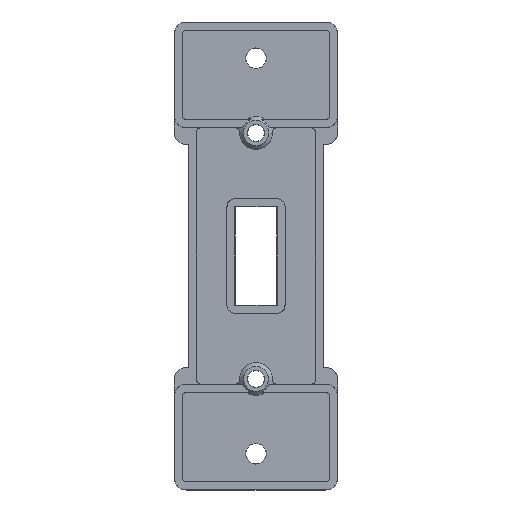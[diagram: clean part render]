
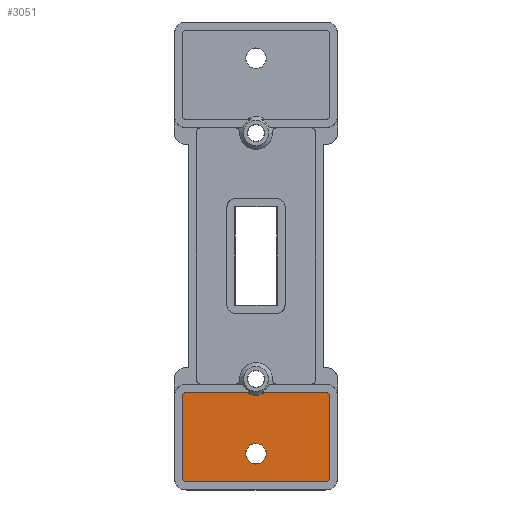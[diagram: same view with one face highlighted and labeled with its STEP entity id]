
A CAD part, top view. The second image highlights one B-rep face of the part: STEP entity #3051.
In plain terms, the highlighted planar face has unit normal (0, 0, 1).
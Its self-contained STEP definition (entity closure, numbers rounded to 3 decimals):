
#6 = CARTESIAN_POINT ( 'NONE',  ( 0., -48.4, 3.7 ) ) ;
#74 = DIRECTION ( 'NONE',  ( 1., 0., 0. ) ) ;
#128 = DIRECTION ( 'NONE',  ( 0., -1., 0. ) ) ;
#167 = DIRECTION ( 'NONE',  ( 1., 0., 0. ) ) ;
#192 = AXIS2_PLACEMENT_3D ( 'NONE', #4776, #4163, #3510 ) ;
#289 = VERTEX_POINT ( 'NONE', #5759 ) ;
#314 = EDGE_CURVE ( 'NONE', #1328, #5197, #2198, .T. ) ;
#367 = DIRECTION ( 'NONE',  ( 1., 0., 0. ) ) ;
#408 = VERTEX_POINT ( 'NONE', #3616 ) ;
#422 = CARTESIAN_POINT ( 'NONE',  ( -2.526, -48.4, 3.7 ) ) ;
#430 = CIRCLE ( 'NONE', #1359, 0.998 ) ;
#460 = DIRECTION ( 'NONE',  ( 0., 0., 1. ) ) ;
#471 = ORIENTED_EDGE ( 'NONE', *, *, #4728, .F. ) ;
#607 = CARTESIAN_POINT ( 'NONE',  ( -18.014, -54.282, 3.7 ) ) ;
#609 = ORIENTED_EDGE ( 'NONE', *, *, #6038, .F. ) ;
#682 = ORIENTED_EDGE ( 'NONE', *, *, #2620, .F. ) ;
#683 = DIRECTION ( 'NONE',  ( 0., 0., -1. ) ) ;
#736 = CARTESIAN_POINT ( 'NONE',  ( 18.014, -34.366, 3.7 ) ) ;
#779 = CARTESIAN_POINT ( 'NONE',  ( -17.016, -33.368, 3.7 ) ) ;
#953 = DIRECTION ( 'NONE',  ( -1., 0., 0. ) ) ;
#955 = CIRCLE ( 'NONE', #3201, 4.005 ) ;
#968 = CARTESIAN_POINT ( 'NONE',  ( -17.016, -33.368, 3.7 ) ) ;
#983 = ORIENTED_EDGE ( 'NONE', *, *, #3806, .F. ) ;
#1024 = VERTEX_POINT ( 'NONE', #1060 ) ;
#1060 = CARTESIAN_POINT ( 'NONE',  ( 17.016, -33.368, 3.7 ) ) ;
#1073 = CARTESIAN_POINT ( 'NONE',  ( 0., 0., 3.7 ) ) ;
#1148 = B_SPLINE_CURVE_WITH_KNOTS ( 'NONE', 3,
 ( #5935, #4692, #4071, #3424 ),
 .UNSPECIFIED., .F., .F.,
 ( 4, 4 ),
 ( 0., 0.001 ),
 .UNSPECIFIED. ) ;
#1202 = VECTOR ( 'NONE', #128, 1000. ) ;
#1235 = CARTESIAN_POINT ( 'NONE',  ( 17.016, -55.28, 3.7 ) ) ;
#1236 = CARTESIAN_POINT ( 'NONE',  ( -2.091, -33.515, 3.7 ) ) ;
#1246 = DIRECTION ( 'NONE',  ( 1., 0., 0. ) ) ;
#1328 = VERTEX_POINT ( 'NONE', #1235 ) ;
#1359 = AXIS2_PLACEMENT_3D ( 'NONE', #4118, #3472, #2856 ) ;
#1362 = LINE ( 'NONE', #736, #1202 ) ;
#1396 = LINE ( 'NONE', #779, #4767 ) ;
#1531 = AXIS2_PLACEMENT_3D ( 'NONE', #1927, #683, #74 ) ;
#1566 = CARTESIAN_POINT ( 'NONE',  ( -17.016, -55.28, 3.7 ) ) ;
#1582 = LINE ( 'NONE', #968, #1943 ) ;
#1589 = DIRECTION ( 'NONE',  ( 1., 0., 0. ) ) ;
#1617 = FACE_OUTER_BOUND ( 'NONE', #5815, .T. ) ;
#1691 = PLANE ( 'NONE',  #3984 ) ;
#1856 = DIRECTION ( 'NONE',  ( 0., 0., -1. ) ) ;
#1872 = DIRECTION ( 'NONE',  ( 0., 1., 0. ) ) ;
#1917 = CARTESIAN_POINT ( 'NONE',  ( -2.613, -33.368, 3.7 ) ) ;
#1926 = ORIENTED_EDGE ( 'NONE', *, *, #4184, .F. ) ;
#1927 = CARTESIAN_POINT ( 'NONE',  ( 0., -48.4, 3.7 ) ) ;
#1943 = VECTOR ( 'NONE', #367, 1000. ) ;
#2108 = ORIENTED_EDGE ( 'NONE', *, *, #5717, .T. ) ;
#2125 = EDGE_CURVE ( 'NONE', #3604, #4224, #1148, .T. ) ;
#2198 = LINE ( 'NONE', #1566, #2435 ) ;
#2212 = CARTESIAN_POINT ( 'NONE',  ( 2.091, -33.515, 3.7 ) ) ;
#2218 = DIRECTION ( 'NONE',  ( 0., 0., -1. ) ) ;
#2318 = CARTESIAN_POINT ( 'NONE',  ( 18.014, -54.282, 3.7 ) ) ;
#2327 = DIRECTION ( 'NONE',  ( 1., 0., 0. ) ) ;
#2435 = VECTOR ( 'NONE', #953, 1000. ) ;
#2483 = CARTESIAN_POINT ( 'NONE',  ( -18.014, -34.366, 3.7 ) ) ;
#2507 = ORIENTED_EDGE ( 'NONE', *, *, #3225, .F. ) ;
#2548 = ORIENTED_EDGE ( 'NONE', *, *, #4936, .T. ) ;
#2620 = EDGE_CURVE ( 'NONE', #1024, #5455, #3203, .T. ) ;
#2707 = AXIS2_PLACEMENT_3D ( 'NONE', #6, #5451, #4821 ) ;
#2827 = CARTESIAN_POINT ( 'NONE',  ( 2.249, -33.419, 3.7 ) ) ;
#2856 = DIRECTION ( 'NONE',  ( 1., 0., 0. ) ) ;
#2897 = ORIENTED_EDGE ( 'NONE', *, *, #3360, .F. ) ;
#2914 = CIRCLE ( 'NONE', #1531, 2.526 ) ;
#2951 = CARTESIAN_POINT ( 'NONE',  ( 18.014, -34.366, 3.7 ) ) ;
#2954 = DIRECTION ( 'NONE',  ( 0., 0., 1. ) ) ;
#2973 = CARTESIAN_POINT ( 'NONE',  ( 2.526, -48.4, 3.7 ) ) ;
#2984 = VERTEX_POINT ( 'NONE', #422 ) ;
#3051 = ADVANCED_FACE ( 'NONE', ( #1617, #3658 ), #1691, .T. ) ;
#3069 = EDGE_CURVE ( 'NONE', #5080, #1024, #1396, .T. ) ;
#3075 = VERTEX_POINT ( 'NONE', #5619 ) ;
#3102 = CARTESIAN_POINT ( 'NONE',  ( -17.016, -54.282, 3.7 ) ) ;
#3119 = LINE ( 'NONE', #2483, #3927 ) ;
#3201 = AXIS2_PLACEMENT_3D ( 'NONE', #3569, #2954, #2327 ) ;
#3203 = CIRCLE ( 'NONE', #192, 0.998 ) ;
#3225 = EDGE_CURVE ( 'NONE', #289, #3075, #430, .T. ) ;
#3278 = CIRCLE ( 'NONE', #4633, 0.998 ) ;
#3303 = CARTESIAN_POINT ( 'NONE',  ( 2.613, -33.368, 3.7 ) ) ;
#3360 = EDGE_CURVE ( 'NONE', #5455, #3656, #1362, .T. ) ;
#3424 = CARTESIAN_POINT ( 'NONE',  ( -2.613, -33.368, 3.7 ) ) ;
#3442 = CARTESIAN_POINT ( 'NONE',  ( 2.429, -33.368, 3.7 ) ) ;
#3449 = CARTESIAN_POINT ( 'NONE',  ( 17.016, -54.282, 3.7 ) ) ;
#3472 = DIRECTION ( 'NONE',  ( 0., 0., -1. ) ) ;
#3486 = EDGE_LOOP ( 'NONE', ( #2548, #2108 ) ) ;
#3510 = DIRECTION ( 'NONE',  ( 1., 0., 0. ) ) ;
#3569 = CARTESIAN_POINT ( 'NONE',  ( 0., -30.099, 3.7 ) ) ;
#3604 = VERTEX_POINT ( 'NONE', #1236 ) ;
#3610 = VERTEX_POINT ( 'NONE', #607 ) ;
#3612 = ORIENTED_EDGE ( 'NONE', *, *, #4171, .T. ) ;
#3616 = CARTESIAN_POINT ( 'NONE',  ( 2.091, -33.515, 3.7 ) ) ;
#3656 = VERTEX_POINT ( 'NONE', #2318 ) ;
#3658 = FACE_BOUND ( 'NONE', #3486, .T. ) ;
#3806 = EDGE_CURVE ( 'NONE', #3656, #1328, #5595, .T. ) ;
#3824 = CARTESIAN_POINT ( 'NONE',  ( -17.016, -55.28, 3.7 ) ) ;
#3907 = AXIS2_PLACEMENT_3D ( 'NONE', #3449, #2218, #1589 ) ;
#3927 = VECTOR ( 'NONE', #1872, 1000. ) ;
#3981 = ORIENTED_EDGE ( 'NONE', *, *, #4750, .F. ) ;
#3984 = AXIS2_PLACEMENT_3D ( 'NONE', #1073, #460, #5905 ) ;
#4071 = CARTESIAN_POINT ( 'NONE',  ( -2.429, -33.368, 3.7 ) ) ;
#4083 = B_SPLINE_CURVE_WITH_KNOTS ( 'NONE', 3,
 ( #4708, #3442, #2827, #2212 ),
 .UNSPECIFIED., .F., .F.,
 ( 4, 4 ),
 ( 0., 0.001 ),
 .UNSPECIFIED. ) ;
#4118 = CARTESIAN_POINT ( 'NONE',  ( -17.016, -34.366, 3.7 ) ) ;
#4127 = VERTEX_POINT ( 'NONE', #2973 ) ;
#4163 = DIRECTION ( 'NONE',  ( 0., 0., -1. ) ) ;
#4171 = EDGE_CURVE ( 'NONE', #5080, #408, #4083, .T. ) ;
#4184 = EDGE_CURVE ( 'NONE', #3075, #4224, #1582, .T. ) ;
#4224 = VERTEX_POINT ( 'NONE', #1917 ) ;
#4633 = AXIS2_PLACEMENT_3D ( 'NONE', #3102, #1856, #1246 ) ;
#4692 = CARTESIAN_POINT ( 'NONE',  ( -2.249, -33.419, 3.7 ) ) ;
#4703 = CIRCLE ( 'NONE', #2707, 2.526 ) ;
#4708 = CARTESIAN_POINT ( 'NONE',  ( 2.613, -33.368, 3.7 ) ) ;
#4709 = ORIENTED_EDGE ( 'NONE', *, *, #3069, .F. ) ;
#4728 = EDGE_CURVE ( 'NONE', #5197, #3610, #3278, .T. ) ;
#4750 = EDGE_CURVE ( 'NONE', #3604, #408, #955, .T. ) ;
#4767 = VECTOR ( 'NONE', #167, 1000. ) ;
#4776 = CARTESIAN_POINT ( 'NONE',  ( 17.016, -34.366, 3.7 ) ) ;
#4821 = DIRECTION ( 'NONE',  ( 1., 0., 0. ) ) ;
#4936 = EDGE_CURVE ( 'NONE', #2984, #4127, #4703, .T. ) ;
#5080 = VERTEX_POINT ( 'NONE', #3303 ) ;
#5197 = VERTEX_POINT ( 'NONE', #3824 ) ;
#5451 = DIRECTION ( 'NONE',  ( 0., 0., -1. ) ) ;
#5455 = VERTEX_POINT ( 'NONE', #2951 ) ;
#5595 = CIRCLE ( 'NONE', #3907, 0.998 ) ;
#5619 = CARTESIAN_POINT ( 'NONE',  ( -17.016, -33.368, 3.7 ) ) ;
#5660 = ORIENTED_EDGE ( 'NONE', *, *, #314, .F. ) ;
#5717 = EDGE_CURVE ( 'NONE', #4127, #2984, #2914, .T. ) ;
#5759 = CARTESIAN_POINT ( 'NONE',  ( -18.014, -34.366, 3.7 ) ) ;
#5815 = EDGE_LOOP ( 'NONE', ( #471, #5660, #983, #2897, #682, #4709, #3612, #3981, #5851, #1926, #2507, #609 ) ) ;
#5851 = ORIENTED_EDGE ( 'NONE', *, *, #2125, .T. ) ;
#5905 = DIRECTION ( 'NONE',  ( 1., 0., 0. ) ) ;
#5935 = CARTESIAN_POINT ( 'NONE',  ( -2.091, -33.515, 3.7 ) ) ;
#6038 = EDGE_CURVE ( 'NONE', #3610, #289, #3119, .T. ) ;
